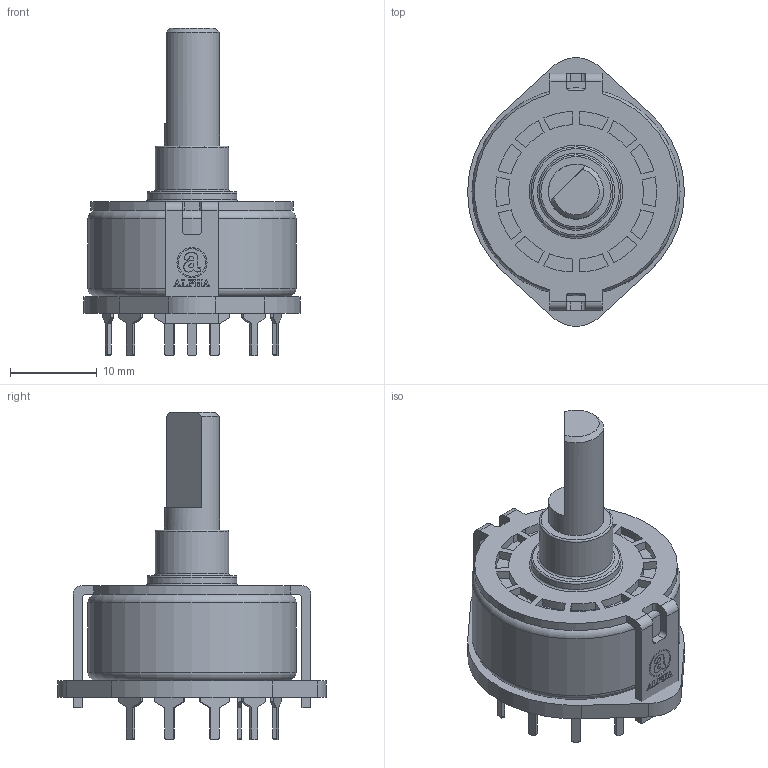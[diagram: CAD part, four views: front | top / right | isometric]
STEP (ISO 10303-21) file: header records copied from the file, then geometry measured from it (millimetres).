
FILE_DESCRIPTION(/* description */ (''),/* implementation_level */ '2;1');
FILE_NAME(/* name */ 'SR2512F-0110-19R0B-E9-N-W-159.stp',/* time_stamp */ '2020-01-01T10:59:47-04:00',/* author */ ('Ricardo'),/* organization */ (''),/* preprocessor_version */ 'ST-DEVELOPER v18',/* originating_system */ 'Autodesk Inventor 2020',/* authorisation */ '');
FILE_SCHEMA (('AUTOMOTIVE_DESIGN { 1 0 10303 214 3 1 1 }'));
Length unit declared in the file: millimetre
Products named in the file (7): SR2512F-0110-19R0B-E9-N-W-159; base; base2; shaft; pins; base3; logo
Assembly tree (6 placements, depth 2):
  SR2512F-0110-19R0B-E9-N-W-159
    base
    base2
    shaft
    pins
    base3
    logo
Bounding box: 25 x 30.97 x 37.8 mm (x, y, z)
Volume: 6828.9 mm3; surface area: 4984.3 mm2
Topology: 22 solids, 22 shells, 433 faces, 1189 edges, 809 vertices
Faces by surface type: plane 275, cylinder 79, bspline 72, torus 6, cone 1
Full cylindrical faces by diameter (mm): 3.191 x1, 3.466 x1, 6.35 x1, 8.5 x1, 10.374 x1, 24 x1
Entity records: 14320 total; most frequent: CARTESIAN_POINT 3270, ORIENTED_EDGE 2354, DIRECTION 1968, EDGE_CURVE 1177, LINE 848, VECTOR 848, VERTEX_POINT 786, AXIS2_PLACEMENT_3D 560
